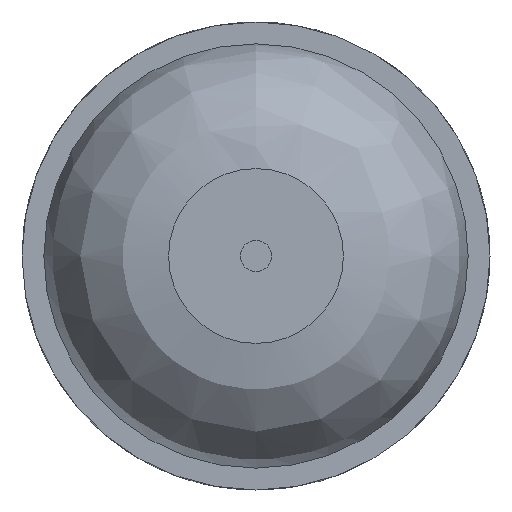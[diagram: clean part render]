
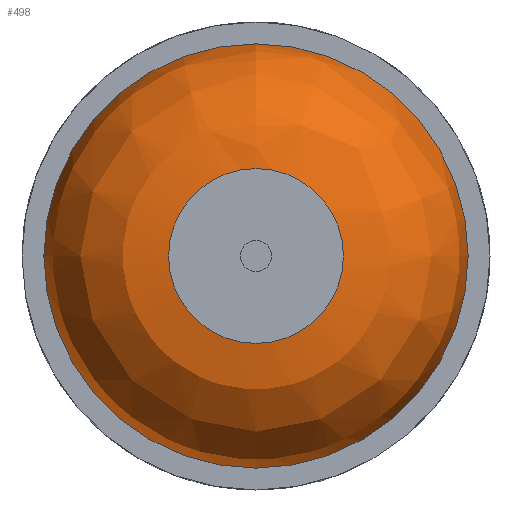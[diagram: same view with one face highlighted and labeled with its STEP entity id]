
A CAD part, front view. The second image highlights one B-rep face of the part: STEP entity #498.
In plain terms, the highlighted free-form (B-spline) face has degree [2, 2] with [3, 9] control points.
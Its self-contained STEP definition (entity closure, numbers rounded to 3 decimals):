
#21=(
BOUNDED_SURFACE()
B_SPLINE_SURFACE(2,2,((#919,#920,#921,#922,#923,#924,#925,#926,#927),(#928,
#929,#930,#931,#932,#933,#934,#935,#936),(#937,#938,#939,#940,#941,#942,
#943,#944,#945)),.UNSPECIFIED.,.F.,.T.,.F.)
B_SPLINE_SURFACE_WITH_KNOTS((3,3),(3,2,2,2,3),(0.,1.571),(-3.142,
-1.571,0.,1.571,3.142),.UNSPECIFIED.)
GEOMETRIC_REPRESENTATION_ITEM()
RATIONAL_B_SPLINE_SURFACE(((1.,0.707,1.,0.707,1.,
0.707,1.,0.707,1.),(0.707,0.5,
0.707,0.5,0.707,0.5,
0.707,0.5,0.707),(1.,0.707,
1.,0.707,1.,0.707,1.,0.707,1.)))
REPRESENTATION_ITEM('')
SURFACE()
);
#63=CIRCLE('',#571,0.68);
#64=CIRCLE('',#572,0.68);
#83=CIRCLE('',#599,0.28);
#84=CIRCLE('',#600,0.4);
#130=FACE_OUTER_BOUND('',#168,.T.);
#168=EDGE_LOOP('',(#424,#425,#426,#427,#428));
#239=VERTEX_POINT('',#872);
#240=VERTEX_POINT('',#873);
#254=VERTEX_POINT('',#946);
#290=EDGE_CURVE('',#239,#240,#63,.T.);
#292=EDGE_CURVE('',#240,#239,#64,.T.);
#314=EDGE_CURVE('',#254,#254,#83,.T.);
#315=EDGE_CURVE('',#254,#240,#84,.T.);
#424=ORIENTED_EDGE('',*,*,#314,.T.);
#425=ORIENTED_EDGE('',*,*,#315,.T.);
#426=ORIENTED_EDGE('',*,*,#292,.T.);
#427=ORIENTED_EDGE('',*,*,#290,.T.);
#428=ORIENTED_EDGE('',*,*,#315,.F.);
#498=ADVANCED_FACE('',(#130),#21,.F.);
#571=AXIS2_PLACEMENT_3D('',#874,#701,#702);
#572=AXIS2_PLACEMENT_3D('',#876,#704,#705);
#599=AXIS2_PLACEMENT_3D('',#947,#761,#762);
#600=AXIS2_PLACEMENT_3D('',#948,#763,#764);
#701=DIRECTION('center_axis',(0.,-1.,0.));
#702=DIRECTION('ref_axis',(-1.,0.,0.));
#704=DIRECTION('center_axis',(0.,-1.,0.));
#705=DIRECTION('ref_axis',(-1.,0.,0.));
#761=DIRECTION('center_axis',(0.,1.,0.));
#762=DIRECTION('ref_axis',(-1.,0.,0.));
#763=DIRECTION('center_axis',(-1.,0.,0.));
#764=DIRECTION('ref_axis',(0.,0.,1.));
#872=CARTESIAN_POINT('',(-0.68,-10.1,0.));
#873=CARTESIAN_POINT('',(0.,-10.1,0.68));
#874=CARTESIAN_POINT('Origin',(0.,-10.1,0.));
#876=CARTESIAN_POINT('Origin',(0.,-10.1,0.));
#919=CARTESIAN_POINT('Ctrl Pts',(0.,-10.1,0.68));
#920=CARTESIAN_POINT('Ctrl Pts',(-0.68,-10.1,0.68));
#921=CARTESIAN_POINT('Ctrl Pts',(-0.68,-10.1,0.));
#922=CARTESIAN_POINT('Ctrl Pts',(-0.68,-10.1,-0.68));
#923=CARTESIAN_POINT('Ctrl Pts',(0.,-10.1,-0.68));
#924=CARTESIAN_POINT('Ctrl Pts',(0.68,-10.1,-0.68));
#925=CARTESIAN_POINT('Ctrl Pts',(0.68,-10.1,0.));
#926=CARTESIAN_POINT('Ctrl Pts',(0.68,-10.1,0.68));
#927=CARTESIAN_POINT('Ctrl Pts',(0.,-10.1,0.68));
#928=CARTESIAN_POINT('Ctrl Pts',(0.,-10.5,0.68));
#929=CARTESIAN_POINT('Ctrl Pts',(-0.68,-10.5,0.68));
#930=CARTESIAN_POINT('Ctrl Pts',(-0.68,-10.5,0.));
#931=CARTESIAN_POINT('Ctrl Pts',(-0.68,-10.5,-0.68));
#932=CARTESIAN_POINT('Ctrl Pts',(0.,-10.5,-0.68));
#933=CARTESIAN_POINT('Ctrl Pts',(0.68,-10.5,-0.68));
#934=CARTESIAN_POINT('Ctrl Pts',(0.68,-10.5,0.));
#935=CARTESIAN_POINT('Ctrl Pts',(0.68,-10.5,0.68));
#936=CARTESIAN_POINT('Ctrl Pts',(0.,-10.5,0.68));
#937=CARTESIAN_POINT('Ctrl Pts',(0.,-10.5,0.28));
#938=CARTESIAN_POINT('Ctrl Pts',(-0.28,-10.5,0.28));
#939=CARTESIAN_POINT('Ctrl Pts',(-0.28,-10.5,0.));
#940=CARTESIAN_POINT('Ctrl Pts',(-0.28,-10.5,-0.28));
#941=CARTESIAN_POINT('Ctrl Pts',(0.,-10.5,-0.28));
#942=CARTESIAN_POINT('Ctrl Pts',(0.28,-10.5,-0.28));
#943=CARTESIAN_POINT('Ctrl Pts',(0.28,-10.5,0.));
#944=CARTESIAN_POINT('Ctrl Pts',(0.28,-10.5,0.28));
#945=CARTESIAN_POINT('Ctrl Pts',(0.,-10.5,0.28));
#946=CARTESIAN_POINT('',(0.,-10.5,0.28));
#947=CARTESIAN_POINT('Origin',(0.,-10.5,0.));
#948=CARTESIAN_POINT('Origin',(0.,-10.1,0.28));
